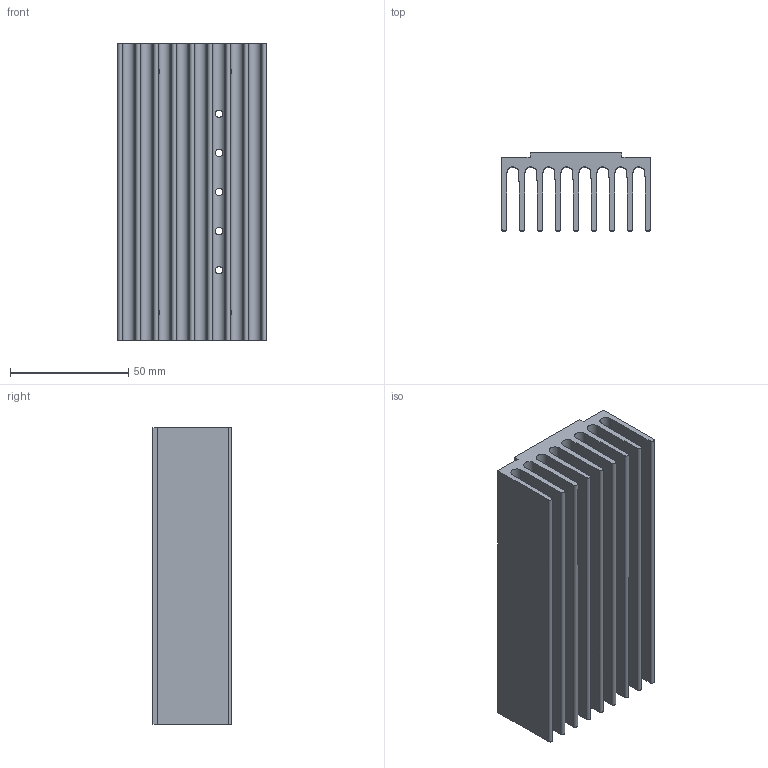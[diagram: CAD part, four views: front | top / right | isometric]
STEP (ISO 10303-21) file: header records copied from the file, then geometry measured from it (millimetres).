
FILE_DESCRIPTION (( 'STEP AP214' ), '1' );
FILE_NAME ('AB0094-125mm.STEP', '2019-06-25T09:34:12', ( '' ), ( '' ), 'SwSTEP 2.0', 'SolidWorks 2018', '' );
FILE_SCHEMA (( 'AUTOMOTIVE_DESIGN' ));
Length unit declared in the file: millimetre
Products named in the file (1): AB0094-125mm
Bounding box: 62.8 x 33 x 125 mm (x, y, z)
Volume: 111284.7 mm3; surface area: 76646.3 mm2
Topology: 1 solids, 1 shells, 86 faces, 274 edges, 170 vertices
Faces by surface type: cylinder 35, cone 26, plane 25
Entity records: 3448 total; most frequent: CARTESIAN_POINT 1025, ORIENTED_EDGE 532, DIRECTION 484, EDGE_CURVE 266, AXIS2_PLACEMENT_3D 173, VERTEX_POINT 170, VECTOR 138, LINE 138
